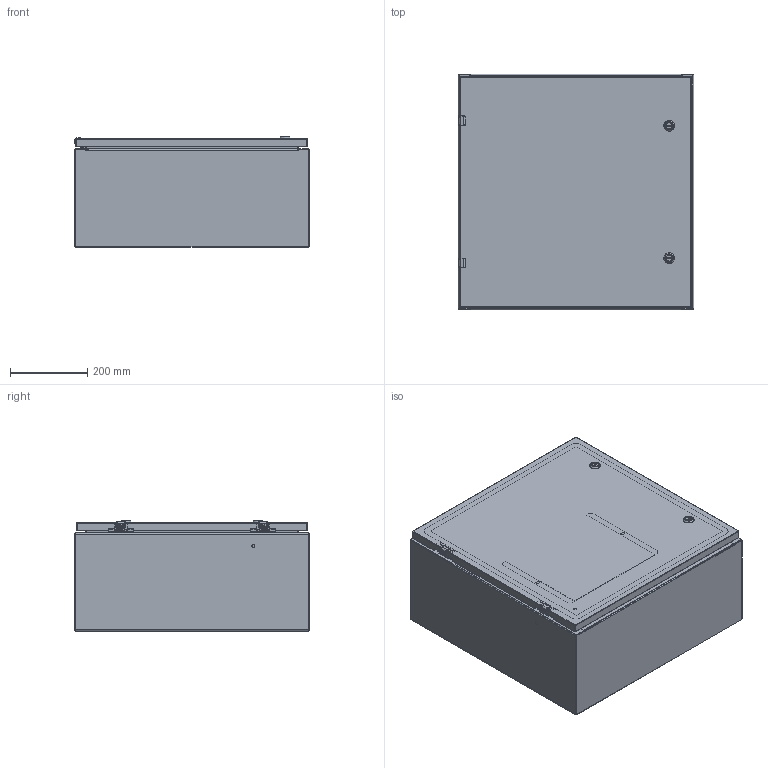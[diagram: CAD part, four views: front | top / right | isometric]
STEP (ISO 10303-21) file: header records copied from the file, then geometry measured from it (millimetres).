
FILE_DESCRIPTION (( 'STEP AP214' ), '1' );
FILE_NAME ('SCE-24EL2410LP.STEP', '2022-09-30T18:22:51', ( '' ), ( '' ), 'SwSTEP 2.0', 'SolidWorks 2021', '' );
FILE_SCHEMA (( 'AUTOMOTIVE_DESIGN' ));
Length unit declared in the file: inch
Products named in the file (1): SCE-24EL2410LP
Bounding box: 609.6 x 609.6 x 285.25 mm (x, y, z)
Volume: 4164863.2 mm3; surface area: 3970161.8 mm2
Topology: 45 solids, 45 shells, 2819 faces, 7431 edges, 4668 vertices
Faces by surface type: plane 1099, cylinder 850, bspline 652, cone 110, torus 72, sphere 36
Entity records: 156499 total; most frequent: CARTESIAN_POINT 54965, ORIENTED_EDGE 14674, DIRECTION 11791, EDGE_CURVE 7337, VERTEX_POINT 4668, AXIS2_PLACEMENT_3D 4298, VECTOR 3195, LINE 3195
